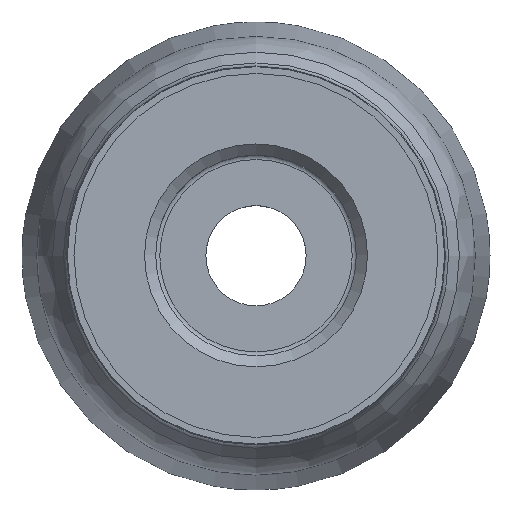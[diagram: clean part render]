
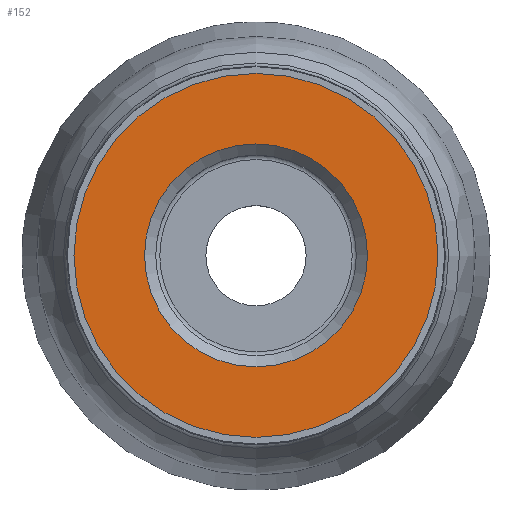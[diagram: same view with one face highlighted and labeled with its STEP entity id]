
A CAD part, top view. The second image highlights one B-rep face of the part: STEP entity #152.
In plain terms, the highlighted planar face has unit normal (0, 0, 1).
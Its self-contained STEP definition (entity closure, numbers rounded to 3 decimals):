
#109=PLANE('',#581);
#152=ADVANCED_FACE('CLONE_TP_FACE',(#213,#214),#109,.T.);
#213=FACE_BOUND('',#270,.T.);
#214=FACE_BOUND('',#271,.T.);
#270=EDGE_LOOP('',(#326));
#271=EDGE_LOOP('',(#327));
#326=ORIENTED_EDGE('',*,*,#384,.T.);
#327=ORIENTED_EDGE('',*,*,#383,.F.);
#354=VERTEX_POINT('',#836);
#355=VERTEX_POINT('',#839);
#383=EDGE_CURVE('',#354,#354,#411,.T.);
#384=EDGE_CURVE('',#355,#355,#412,.T.);
#411=CIRCLE('',#568,15.005);
#412=CIRCLE('',#570,24.5);
#568=AXIS2_PLACEMENT_3D('',#835,#685,#686);
#570=AXIS2_PLACEMENT_3D('',#838,#689,#690);
#581=AXIS2_PLACEMENT_3D('',#854,#711,#712);
#685=DIRECTION('',(0.,0.,1.));
#686=DIRECTION('',(1.,0.,0.));
#689=DIRECTION('',(0.,0.,1.));
#690=DIRECTION('',(1.,0.,0.));
#711=DIRECTION('',(0.,0.,1.));
#712=DIRECTION('',(-1.,0.,0.));
#835=CARTESIAN_POINT('',(0.,0.,0.));
#836=CARTESIAN_POINT('',(15.005,0.,0.));
#838=CARTESIAN_POINT('',(0.,0.,0.));
#839=CARTESIAN_POINT('',(24.5,0.,0.));
#854=CARTESIAN_POINT('',(0.,0.,0.));
